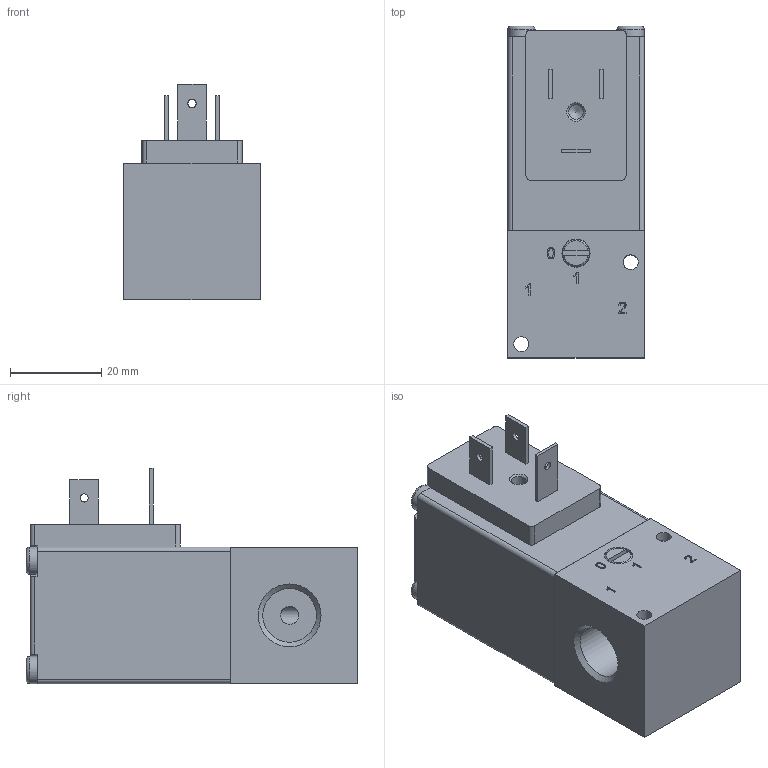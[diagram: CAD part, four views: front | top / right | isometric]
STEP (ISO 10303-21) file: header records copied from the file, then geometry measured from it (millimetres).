
FILE_DESCRIPTION( ( 'Unknown' ), '1' );
FILE_NAME( 'MH 311 309.stp', 'Unknown', ( 'Unknown' ), ( 'Unknown' ), 'PSStep 14.0', 'Unknown', ' ' );
FILE_SCHEMA( ( 'AUTOMOTIVE_DESIGN { 1 0 10303 214 1 1 1 1 }' ) );
Length unit declared in the file: millimetre
Products named in the file (4): Assem1; -oa0
Assembly tree (3 placements, depth 2):
  Assem1
    -oa0
    -oa0
    -oa0
Bounding box: 30 x 72.9 x 47.3 mm (x, y, z)
Surface area: 14409.6 mm2 (no closed solid volume)
Topology: 0 solids, 187 shells, 187 faces, 930 edges, 888 vertices
Faces by surface type: plane 123, cylinder 39, cone 13, extrusion 8, torus 4
Full cylindrical faces by diameter (mm): 1.8 x3, 2.459 x2, 2.5 x2, 3.242 x1, 3.3 x2, 4 x2, 6 x5, 8.8 x2, 11.8 x4, 12 x1
Entity records: 10595 total; most frequent: CARTESIAN_POINT 3008, DIRECTION 1366, ORIENTED_EDGE 860, EDGE_CURVE 860, VERTEX_POINT 860, VECTOR 636, LINE 628, AXIS2_PLACEMENT_3D 365
